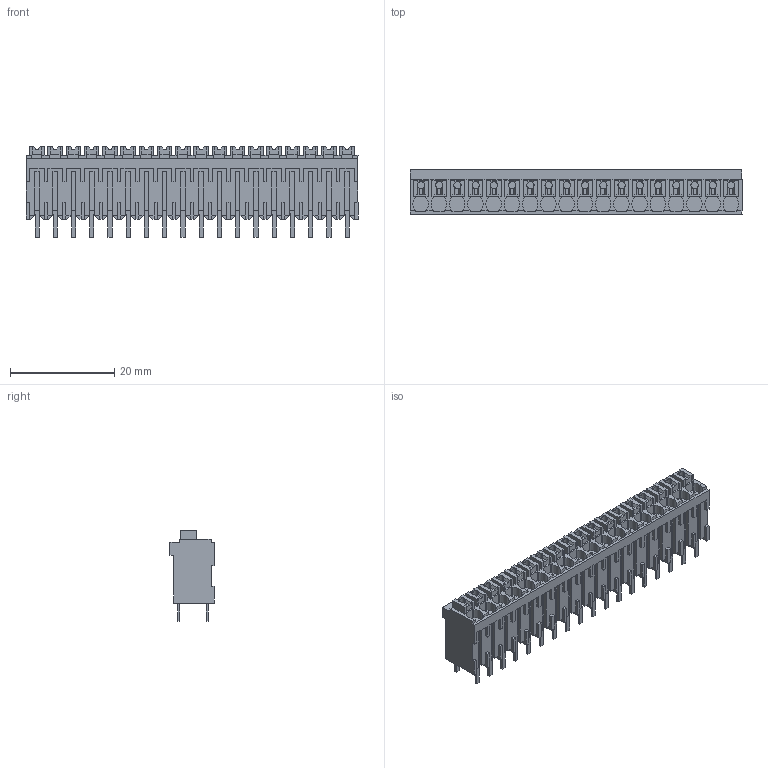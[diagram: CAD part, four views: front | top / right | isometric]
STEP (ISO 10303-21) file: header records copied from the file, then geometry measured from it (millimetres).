
FILE_DESCRIPTION(('CATIA V5 STEP Exchange','CAx-IF Rec.Pracs.--- Model Styling and Organization---1.2---2011-12-15'),'2;1');
FILE_NAME ('D1457908_0_1870540000_1870540000.stp','2018-03-20T05:55:41+00:00',('none'),('Weidmueller'),'CATIA Version 5-6 Release 2014','CATIA V5 STEP AP214','none');
FILE_SCHEMA(('AUTOMOTIVE_DESIGN { 1 0 10303 214 1 1 1 1 }'));
Length unit declared in the file: millimetre
Products named in the file (1): 1870540000
Bounding box: 63.7 x 8.5 x 17.42 mm (x, y, z)
Volume: 5021.9 mm3; surface area: 5737.4 mm2
Topology: 55 solids, 55 shells, 1456 faces, 4191 edges, 2827 vertices
Faces by surface type: plane 1384, cylinder 72
Entity records: 46069 total; most frequent: CARTESIAN_POINT 9123, ORIENTED_EDGE 8382, DIRECTION 5987, EDGE_CURVE 4191, VECTOR 3903, LINE 3903, VERTEX_POINT 2827, EDGE_LOOP 1474
